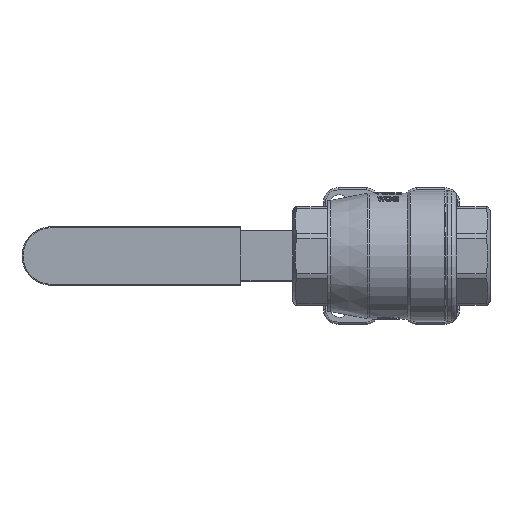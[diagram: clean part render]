
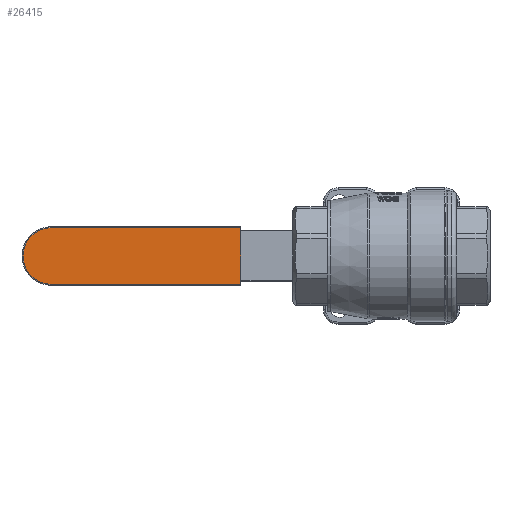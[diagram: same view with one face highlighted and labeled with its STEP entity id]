
A CAD part, front view. The second image highlights one B-rep face of the part: STEP entity #26415.
In plain terms, the highlighted planar face has unit normal (0, -1, 0).
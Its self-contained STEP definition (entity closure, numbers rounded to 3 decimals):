
#2216 = CARTESIAN_POINT ( 'NONE',  ( -183.746, 17., 14. ) ) ;
#2816 = EDGE_CURVE ( 'NONE', #7580, #47087, #75711, .T. ) ;
#3441 = DIRECTION ( 'NONE',  ( 0., 0., -1. ) ) ;
#4605 = VECTOR ( 'NONE', #3441, 1000. ) ;
#6196 = EDGE_CURVE ( 'NONE', #7277, #66658, #74391, .T. ) ;
#7277 = VERTEX_POINT ( 'NONE', #9367 ) ;
#7580 = VERTEX_POINT ( 'NONE', #75644 ) ;
#9107 = PLANE ( 'NONE',  #77617 ) ;
#9367 = CARTESIAN_POINT ( 'NONE',  ( -169.746, 17., 13.5 ) ) ;
#13062 = CARTESIAN_POINT ( 'NONE',  ( -169.746, 17., 13.5 ) ) ;
#17930 = CARTESIAN_POINT ( 'NONE',  ( -169.746, 17., 0. ) ) ;
#20420 = ORIENTED_EDGE ( 'NONE', *, *, #6196, .T. ) ;
#24324 = VECTOR ( 'NONE', #74782, 1000. ) ;
#24823 = DIRECTION ( 'NONE',  ( 0., 0., 1. ) ) ;
#26415 = ADVANCED_FACE ( 'NONE', ( #36341 ), #9107, .F. ) ;
#27638 = EDGE_LOOP ( 'NONE', ( #47944, #60858, #20420, #47472 ) ) ;
#28802 = EDGE_CURVE ( 'NONE', #7580, #7277, #42675, .T. ) ;
#29856 = DIRECTION ( 'NONE',  ( 1., 0., 0. ) ) ;
#34097 = VECTOR ( 'NONE', #29856, 1000. ) ;
#36341 = FACE_OUTER_BOUND ( 'NONE', #27638, .T. ) ;
#36771 = CARTESIAN_POINT ( 'NONE',  ( -183.746, 17., -13.5 ) ) ;
#38550 = EDGE_CURVE ( 'NONE', #66658, #47087, #86850, .T. ) ;
#42675 = LINE ( 'NONE', #13062, #24324 ) ;
#43602 = CARTESIAN_POINT ( 'NONE',  ( -169.746, 17., -13.5 ) ) ;
#47087 = VERTEX_POINT ( 'NONE', #51727 ) ;
#47472 = ORIENTED_EDGE ( 'NONE', *, *, #38550, .T. ) ;
#47944 = ORIENTED_EDGE ( 'NONE', *, *, #2816, .F. ) ;
#51727 = CARTESIAN_POINT ( 'NONE',  ( -79.295, 17., -13.5 ) ) ;
#55741 = AXIS2_PLACEMENT_3D ( 'NONE', #17930, #66109, #24823 ) ;
#57264 = DIRECTION ( 'NONE',  ( 0., 0., 1. ) ) ;
#60858 = ORIENTED_EDGE ( 'NONE', *, *, #28802, .T. ) ;
#66109 = DIRECTION ( 'NONE',  ( 0., -1., 0. ) ) ;
#66658 = VERTEX_POINT ( 'NONE', #43602 ) ;
#74391 = CIRCLE ( 'NONE', #55741, 13.5 ) ;
#74782 = DIRECTION ( 'NONE',  ( -1., 0., 0. ) ) ;
#75644 = CARTESIAN_POINT ( 'NONE',  ( -79.295, 17., 13.5 ) ) ;
#75711 = LINE ( 'NONE', #83062, #4605 ) ;
#77617 = AXIS2_PLACEMENT_3D ( 'NONE', #2216, #77742, #57264 ) ;
#77742 = DIRECTION ( 'NONE',  ( 0., 1., 0. ) ) ;
#83062 = CARTESIAN_POINT ( 'NONE',  ( -79.295, 17., 14. ) ) ;
#86850 = LINE ( 'NONE', #36771, #34097 ) ;
